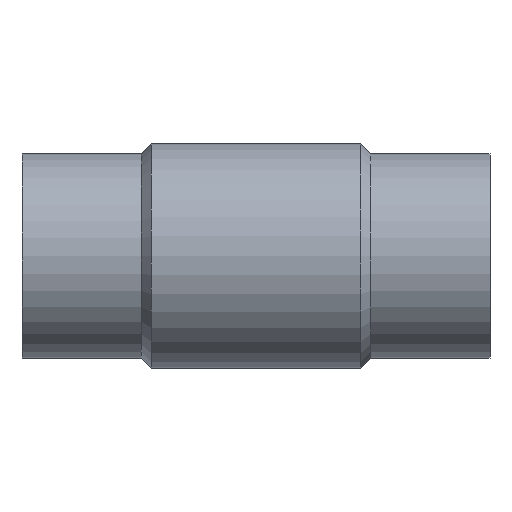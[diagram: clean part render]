
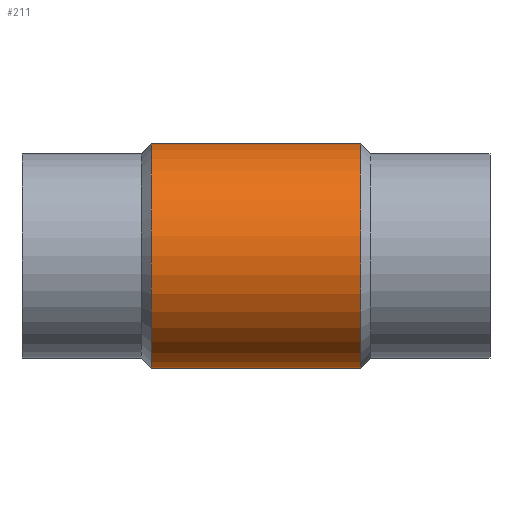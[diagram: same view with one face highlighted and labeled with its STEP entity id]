
A CAD part, top view. The second image highlights one B-rep face of the part: STEP entity #211.
In plain terms, the highlighted cylindrical face has radius 99 mm (diameter 198 mm), a full revolution.
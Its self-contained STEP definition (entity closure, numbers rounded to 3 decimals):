
#25=FACE_OUTER_BOUND('',#38,.T.);
#38=EDGE_LOOP('',(#149,#150,#151,#152,#153,#154,#155,#156,#157));
#56=B_SPLINE_CURVE_WITH_KNOTS('',3,(#416,#417,#418,#419,#420,#421,#422,
#423,#424,#425,#426,#427,#428,#429,#430,#431,#432,#433,#434,#435,#436,#437,
#438,#439,#440,#441,#442,#443,#444,#445,#446,#447,#448,#449),
 .UNSPECIFIED.,.F.,.F.,(4,2,2,2,2,2,2,2,2,2,2,2,2,2,2,2,4),(14.704,
16.48,18.256,20.032,21.808,23.708,
25.608,27.508,29.407,31.307,33.207,
35.107,37.007,38.783,40.559,42.335,
44.111),.UNSPECIFIED.);
#57=B_SPLINE_CURVE_WITH_KNOTS('',3,(#454,#455,#456,#457,#458,#459,#460,
#461,#462,#463,#464,#465,#466,#467,#468,#469,#470,#471),.UNSPECIFIED.,.F.,
 .F.,(4,2,2,2,2,2,2,2,4),(44.111,45.887,47.663,
49.439,51.216,53.115,55.015,56.915,
58.815),.UNSPECIFIED.);
#58=B_SPLINE_CURVE_WITH_KNOTS('',3,(#472,#473,#474,#475,#476,#477,#478,
#479,#480,#481,#482,#483,#484,#485,#486,#487,#488,#489),.UNSPECIFIED.,.F.,
 .F.,(4,2,2,2,2,2,2,2,4),(0.,1.9,3.8,5.699,
7.599,9.375,11.152,12.928,14.704),
 .UNSPECIFIED.);
#60=LINE('',#414,#72);
#61=LINE('',#451,#73);
#72=VECTOR('',#279,99.);
#73=VECTOR('',#280,99.);
#84=CIRCLE('',#246,99.);
#85=CIRCLE('',#247,99.);
#99=VERTEX_POINT('',#411);
#100=VERTEX_POINT('',#413);
#101=VERTEX_POINT('',#415);
#102=VERTEX_POINT('',#450);
#103=VERTEX_POINT('',#453);
#118=EDGE_CURVE('',#99,#99,#84,.T.);
#119=EDGE_CURVE('',#99,#100,#60,.T.);
#120=EDGE_CURVE('',#100,#101,#56,.T.);
#121=EDGE_CURVE('',#101,#102,#61,.T.);
#122=EDGE_CURVE('',#102,#102,#85,.T.);
#123=EDGE_CURVE('',#101,#103,#57,.T.);
#124=EDGE_CURVE('',#103,#100,#58,.T.);
#149=ORIENTED_EDGE('',*,*,#118,.F.);
#150=ORIENTED_EDGE('',*,*,#119,.T.);
#151=ORIENTED_EDGE('',*,*,#120,.T.);
#152=ORIENTED_EDGE('',*,*,#121,.T.);
#153=ORIENTED_EDGE('',*,*,#122,.T.);
#154=ORIENTED_EDGE('',*,*,#121,.F.);
#155=ORIENTED_EDGE('',*,*,#123,.T.);
#156=ORIENTED_EDGE('',*,*,#124,.T.);
#157=ORIENTED_EDGE('',*,*,#119,.F.);
#204=CYLINDRICAL_SURFACE('',#245,99.);
#211=ADVANCED_FACE('',(#25),#204,.T.);
#245=AXIS2_PLACEMENT_3D('',#410,#275,#276);
#246=AXIS2_PLACEMENT_3D('',#412,#277,#278);
#247=AXIS2_PLACEMENT_3D('',#452,#281,#282);
#275=DIRECTION('center_axis',(-1.,0.,0.));
#276=DIRECTION('ref_axis',(0.,0.,1.));
#277=DIRECTION('center_axis',(-1.,0.,0.));
#278=DIRECTION('ref_axis',(0.,0.,1.));
#279=DIRECTION('',(1.,0.,0.));
#280=DIRECTION('',(1.,0.,0.));
#281=DIRECTION('center_axis',(-1.,0.,0.));
#282=DIRECTION('ref_axis',(0.,0.,1.));
#410=CARTESIAN_POINT('Origin',(0.,0.,0.));
#411=CARTESIAN_POINT('',(-92.,0.,-99.));
#412=CARTESIAN_POINT('Origin',(-92.,0.,0.));
#413=CARTESIAN_POINT('',(-88.,0.,-99.));
#414=CARTESIAN_POINT('',(0.,0.,-99.));
#415=CARTESIAN_POINT('',(88.,0.,-99.));
#416=CARTESIAN_POINT('Ctrl Pts',(-88.,0.,-99.));
#417=CARTESIAN_POINT('Ctrl Pts',(-88.,-5.92,-99.));
#418=CARTESIAN_POINT('Ctrl Pts',(-87.393,-11.929,-98.459));
#419=CARTESIAN_POINT('Ctrl Pts',(-84.971,-23.659,-96.316));
#420=CARTESIAN_POINT('Ctrl Pts',(-83.157,-29.381,-94.715));
#421=CARTESIAN_POINT('Ctrl Pts',(-78.524,-40.153,-90.674));
#422=CARTESIAN_POINT('Ctrl Pts',(-75.701,-45.217,-88.232));
#423=CARTESIAN_POINT('Ctrl Pts',(-69.369,-54.435,-82.863));
#424=CARTESIAN_POINT('Ctrl Pts',(-65.86,-58.591,-79.937));
#425=CARTESIAN_POINT('Ctrl Pts',(-58.337,-66.113,-73.858));
#426=CARTESIAN_POINT('Ctrl Pts',(-54.012,-69.702,-70.458));
#427=CARTESIAN_POINT('Ctrl Pts',(-44.697,-76.012,-63.599));
#428=CARTESIAN_POINT('Ctrl Pts',(-39.711,-78.736,-60.138));
#429=CARTESIAN_POINT('Ctrl Pts',(-29.243,-83.194,-53.803));
#430=CARTESIAN_POINT('Ctrl Pts',(-23.774,-84.93,-50.93));
#431=CARTESIAN_POINT('Ctrl Pts',(-12.322,-87.329,-46.696));
#432=CARTESIAN_POINT('Ctrl Pts',(-6.333,-88.,-45.354));
#433=CARTESIAN_POINT('Ctrl Pts',(6.333,-88.,-45.354));
#434=CARTESIAN_POINT('Ctrl Pts',(12.322,-87.329,-46.696));
#435=CARTESIAN_POINT('Ctrl Pts',(23.774,-84.93,-50.93));
#436=CARTESIAN_POINT('Ctrl Pts',(29.243,-83.194,-53.803));
#437=CARTESIAN_POINT('Ctrl Pts',(39.711,-78.736,-60.138));
#438=CARTESIAN_POINT('Ctrl Pts',(44.697,-76.012,-63.599));
#439=CARTESIAN_POINT('Ctrl Pts',(54.012,-69.702,-70.458));
#440=CARTESIAN_POINT('Ctrl Pts',(58.337,-66.113,-73.858));
#441=CARTESIAN_POINT('Ctrl Pts',(65.86,-58.591,-79.937));
#442=CARTESIAN_POINT('Ctrl Pts',(69.369,-54.435,-82.863));
#443=CARTESIAN_POINT('Ctrl Pts',(75.701,-45.217,-88.232));
#444=CARTESIAN_POINT('Ctrl Pts',(78.524,-40.153,-90.674));
#445=CARTESIAN_POINT('Ctrl Pts',(83.157,-29.381,-94.715));
#446=CARTESIAN_POINT('Ctrl Pts',(84.971,-23.659,-96.316));
#447=CARTESIAN_POINT('Ctrl Pts',(87.393,-11.929,-98.459));
#448=CARTESIAN_POINT('Ctrl Pts',(88.,-5.92,-99.));
#449=CARTESIAN_POINT('Ctrl Pts',(88.,0.,-99.));
#450=CARTESIAN_POINT('',(92.,0.,-99.));
#451=CARTESIAN_POINT('',(0.,0.,-99.));
#452=CARTESIAN_POINT('Origin',(92.,0.,0.));
#453=CARTESIAN_POINT('',(0.,88.,-45.354));
#454=CARTESIAN_POINT('Ctrl Pts',(88.,0.,-99.));
#455=CARTESIAN_POINT('Ctrl Pts',(88.,5.92,-99.));
#456=CARTESIAN_POINT('Ctrl Pts',(87.393,11.929,-98.459));
#457=CARTESIAN_POINT('Ctrl Pts',(84.971,23.659,-96.316));
#458=CARTESIAN_POINT('Ctrl Pts',(83.157,29.381,-94.715));
#459=CARTESIAN_POINT('Ctrl Pts',(78.524,40.153,-90.674));
#460=CARTESIAN_POINT('Ctrl Pts',(75.701,45.217,-88.232));
#461=CARTESIAN_POINT('Ctrl Pts',(69.369,54.435,-82.863));
#462=CARTESIAN_POINT('Ctrl Pts',(65.86,58.591,-79.937));
#463=CARTESIAN_POINT('Ctrl Pts',(58.337,66.113,-73.858));
#464=CARTESIAN_POINT('Ctrl Pts',(54.012,69.702,-70.458));
#465=CARTESIAN_POINT('Ctrl Pts',(44.697,76.012,-63.599));
#466=CARTESIAN_POINT('Ctrl Pts',(39.711,78.736,-60.138));
#467=CARTESIAN_POINT('Ctrl Pts',(29.243,83.194,-53.803));
#468=CARTESIAN_POINT('Ctrl Pts',(23.774,84.93,-50.93));
#469=CARTESIAN_POINT('Ctrl Pts',(12.322,87.329,-46.696));
#470=CARTESIAN_POINT('Ctrl Pts',(6.333,88.,-45.354));
#471=CARTESIAN_POINT('Ctrl Pts',(0.,88.,-45.354));
#472=CARTESIAN_POINT('Ctrl Pts',(0.,88.,-45.354));
#473=CARTESIAN_POINT('Ctrl Pts',(-6.333,88.,-45.354));
#474=CARTESIAN_POINT('Ctrl Pts',(-12.322,87.329,-46.696));
#475=CARTESIAN_POINT('Ctrl Pts',(-23.774,84.93,-50.93));
#476=CARTESIAN_POINT('Ctrl Pts',(-29.243,83.194,-53.803));
#477=CARTESIAN_POINT('Ctrl Pts',(-39.711,78.736,-60.138));
#478=CARTESIAN_POINT('Ctrl Pts',(-44.697,76.012,-63.599));
#479=CARTESIAN_POINT('Ctrl Pts',(-54.012,69.702,-70.458));
#480=CARTESIAN_POINT('Ctrl Pts',(-58.337,66.113,-73.858));
#481=CARTESIAN_POINT('Ctrl Pts',(-65.86,58.591,-79.937));
#482=CARTESIAN_POINT('Ctrl Pts',(-69.369,54.435,-82.863));
#483=CARTESIAN_POINT('Ctrl Pts',(-75.701,45.217,-88.232));
#484=CARTESIAN_POINT('Ctrl Pts',(-78.524,40.153,-90.674));
#485=CARTESIAN_POINT('Ctrl Pts',(-83.157,29.381,-94.715));
#486=CARTESIAN_POINT('Ctrl Pts',(-84.971,23.659,-96.316));
#487=CARTESIAN_POINT('Ctrl Pts',(-87.393,11.929,-98.459));
#488=CARTESIAN_POINT('Ctrl Pts',(-88.,5.92,-99.));
#489=CARTESIAN_POINT('Ctrl Pts',(-88.,0.,-99.));
